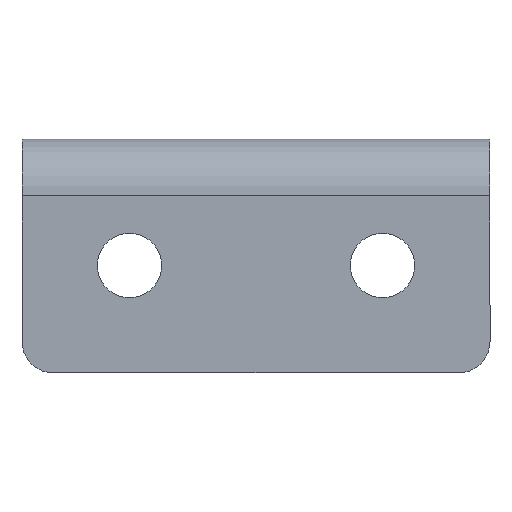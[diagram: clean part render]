
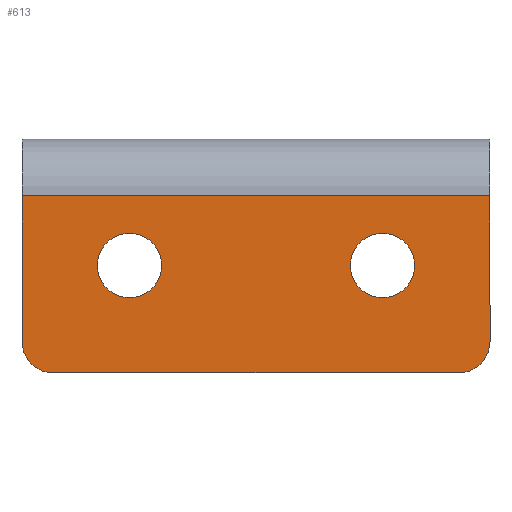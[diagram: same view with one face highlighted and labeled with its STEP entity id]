
A CAD part, front view. The second image highlights one B-rep face of the part: STEP entity #613.
In plain terms, the highlighted planar face has unit normal (0, -1, 0).
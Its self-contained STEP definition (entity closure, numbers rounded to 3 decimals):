
#7 = DIRECTION ( 'NONE',  ( 0., 1., 0. ) ) ;
#17 = EDGE_CURVE ( 'NONE', #544, #516, #679, .T. ) ;
#24 = CARTESIAN_POINT ( 'NONE',  ( 37., 0., -4.5 ) ) ;
#38 = CARTESIAN_POINT ( 'NONE',  ( 0., 0., -4.5 ) ) ;
#54 = VERTEX_POINT ( 'NONE', #499 ) ;
#58 = EDGE_CURVE ( 'NONE', #516, #54, #94, .T. ) ;
#69 = ORIENTED_EDGE ( 'NONE', *, *, #305, .F. ) ;
#73 = VERTEX_POINT ( 'NONE', #829 ) ;
#74 = CARTESIAN_POINT ( 'NONE',  ( 0., 0., -2.5 ) ) ;
#78 = CIRCLE ( 'NONE', #469, 2.55 ) ;
#80 = EDGE_CURVE ( 'NONE', #677, #839, #775, .T. ) ;
#89 = DIRECTION ( 'NONE',  ( 0., -1., 0. ) ) ;
#94 = LINE ( 'NONE', #24, #869 ) ;
#97 = ORIENTED_EDGE ( 'NONE', *, *, #421, .F. ) ;
#100 = AXIS2_PLACEMENT_3D ( 'NONE', #614, #7, #543 ) ;
#103 = CARTESIAN_POINT ( 'NONE',  ( 28.5, 0., -7.45 ) ) ;
#137 = AXIS2_PLACEMENT_3D ( 'NONE', #862, #526, #254 ) ;
#150 = CIRCLE ( 'NONE', #642, 2.55 ) ;
#156 = CARTESIAN_POINT ( 'NONE',  ( 37., 0., 0. ) ) ;
#178 = CARTESIAN_POINT ( 'NONE',  ( 37., 0., -18.5 ) ) ;
#235 = DIRECTION ( 'NONE',  ( 0., 1., 0. ) ) ;
#239 = CARTESIAN_POINT ( 'NONE',  ( 37., 0., -4.5 ) ) ;
#243 = VECTOR ( 'NONE', #704, 1000. ) ;
#244 = CIRCLE ( 'NONE', #261, 2.5 ) ;
#249 = EDGE_CURVE ( 'NONE', #640, #73, #150, .T. ) ;
#252 = DIRECTION ( 'NONE',  ( 0., 0., 1. ) ) ;
#254 = DIRECTION ( 'NONE',  ( 0., 0., 1. ) ) ;
#256 = DIRECTION ( 'NONE',  ( 0., 0., -1. ) ) ;
#261 = AXIS2_PLACEMENT_3D ( 'NONE', #367, #841, #509 ) ;
#275 = EDGE_CURVE ( 'NONE', #845, #739, #244, .T. ) ;
#292 = CARTESIAN_POINT ( 'NONE',  ( 8.5, 0., -10. ) ) ;
#305 = EDGE_CURVE ( 'NONE', #73, #640, #78, .T. ) ;
#310 = ORIENTED_EDGE ( 'NONE', *, *, #631, .F. ) ;
#358 = DIRECTION ( 'NONE',  ( 0., -1., 0. ) ) ;
#367 = CARTESIAN_POINT ( 'NONE',  ( 34.5, 0., -16. ) ) ;
#373 = ORIENTED_EDGE ( 'NONE', *, *, #17, .F. ) ;
#378 = CARTESIAN_POINT ( 'NONE',  ( 8.5, 0., -12.55 ) ) ;
#383 = ORIENTED_EDGE ( 'NONE', *, *, #851, .F. ) ;
#421 = EDGE_CURVE ( 'NONE', #839, #677, #576, .T. ) ;
#450 = EDGE_LOOP ( 'NONE', ( #491, #97 ) ) ;
#469 = AXIS2_PLACEMENT_3D ( 'NONE', #701, #358, #495 ) ;
#475 = CARTESIAN_POINT ( 'NONE',  ( 37., 0., -16. ) ) ;
#491 = ORIENTED_EDGE ( 'NONE', *, *, #80, .F. ) ;
#493 = CARTESIAN_POINT ( 'NONE',  ( 0., 0., -16. ) ) ;
#494 = CARTESIAN_POINT ( 'NONE',  ( 28.5, 0., -10. ) ) ;
#495 = DIRECTION ( 'NONE',  ( 0., 0., 1. ) ) ;
#496 = AXIS2_PLACEMENT_3D ( 'NONE', #156, #235, #636 ) ;
#499 = CARTESIAN_POINT ( 'NONE',  ( 37., 0., -4.5 ) ) ;
#500 = PLANE ( 'NONE',  #496 ) ;
#506 = CARTESIAN_POINT ( 'NONE',  ( 34.5, 0., -18.5 ) ) ;
#509 = DIRECTION ( 'NONE',  ( 0., 0., -1. ) ) ;
#514 = ORIENTED_EDGE ( 'NONE', *, *, #249, .F. ) ;
#516 = VERTEX_POINT ( 'NONE', #38 ) ;
#526 = DIRECTION ( 'NONE',  ( 0., -1., 0. ) ) ;
#527 = AXIS2_PLACEMENT_3D ( 'NONE', #494, #89, #252 ) ;
#543 = DIRECTION ( 'NONE',  ( 0., 0., -1. ) ) ;
#544 = VERTEX_POINT ( 'NONE', #493 ) ;
#567 = DIRECTION ( 'NONE',  ( 1., 0., 0. ) ) ;
#568 = DIRECTION ( 'NONE',  ( 0., 0., 1. ) ) ;
#575 = ORIENTED_EDGE ( 'NONE', *, *, #275, .F. ) ;
#576 = CIRCLE ( 'NONE', #137, 2.55 ) ;
#613 = ADVANCED_FACE ( 'NONE', ( #700, #649, #834 ), #500, .F. ) ;
#614 = CARTESIAN_POINT ( 'NONE',  ( 2.5, 0., -16. ) ) ;
#616 = DIRECTION ( 'NONE',  ( 0., 0., 1. ) ) ;
#631 = EDGE_CURVE ( 'NONE', #739, #794, #865, .T. ) ;
#636 = DIRECTION ( 'NONE',  ( 1., 0., 0. ) ) ;
#637 = VECTOR ( 'NONE', #616, 1000. ) ;
#640 = VERTEX_POINT ( 'NONE', #378 ) ;
#642 = AXIS2_PLACEMENT_3D ( 'NONE', #292, #759, #568 ) ;
#648 = EDGE_LOOP ( 'NONE', ( #383, #310, #575, #662, #796, #373 ) ) ;
#649 = FACE_BOUND ( 'NONE', #450, .T. ) ;
#656 = LINE ( 'NONE', #239, #738 ) ;
#659 = EDGE_CURVE ( 'NONE', #54, #845, #656, .T. ) ;
#660 = EDGE_LOOP ( 'NONE', ( #69, #514 ) ) ;
#662 = ORIENTED_EDGE ( 'NONE', *, *, #659, .F. ) ;
#677 = VERTEX_POINT ( 'NONE', #103 ) ;
#679 = LINE ( 'NONE', #74, #637 ) ;
#700 = FACE_OUTER_BOUND ( 'NONE', #648, .T. ) ;
#701 = CARTESIAN_POINT ( 'NONE',  ( 8.5, 0., -10. ) ) ;
#704 = DIRECTION ( 'NONE',  ( -1., 0., 0. ) ) ;
#736 = CIRCLE ( 'NONE', #100, 2.5 ) ;
#738 = VECTOR ( 'NONE', #256, 1000. ) ;
#739 = VERTEX_POINT ( 'NONE', #506 ) ;
#759 = DIRECTION ( 'NONE',  ( 0., -1., 0. ) ) ;
#775 = CIRCLE ( 'NONE', #527, 2.55 ) ;
#783 = CARTESIAN_POINT ( 'NONE',  ( 2.5, 0., -18.5 ) ) ;
#794 = VERTEX_POINT ( 'NONE', #783 ) ;
#796 = ORIENTED_EDGE ( 'NONE', *, *, #58, .F. ) ;
#814 = CARTESIAN_POINT ( 'NONE',  ( 28.5, 0., -12.55 ) ) ;
#829 = CARTESIAN_POINT ( 'NONE',  ( 8.5, 0., -7.45 ) ) ;
#834 = FACE_BOUND ( 'NONE', #660, .T. ) ;
#839 = VERTEX_POINT ( 'NONE', #814 ) ;
#841 = DIRECTION ( 'NONE',  ( 0., 1., 0. ) ) ;
#845 = VERTEX_POINT ( 'NONE', #475 ) ;
#851 = EDGE_CURVE ( 'NONE', #794, #544, #736, .T. ) ;
#862 = CARTESIAN_POINT ( 'NONE',  ( 28.5, 0., -10. ) ) ;
#865 = LINE ( 'NONE', #178, #243 ) ;
#869 = VECTOR ( 'NONE', #567, 1000. ) ;
